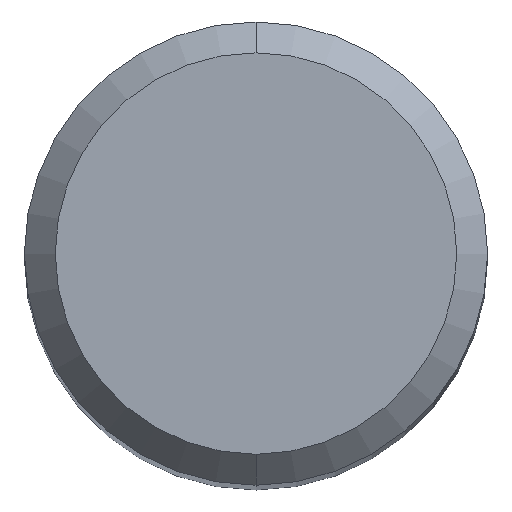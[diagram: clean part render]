
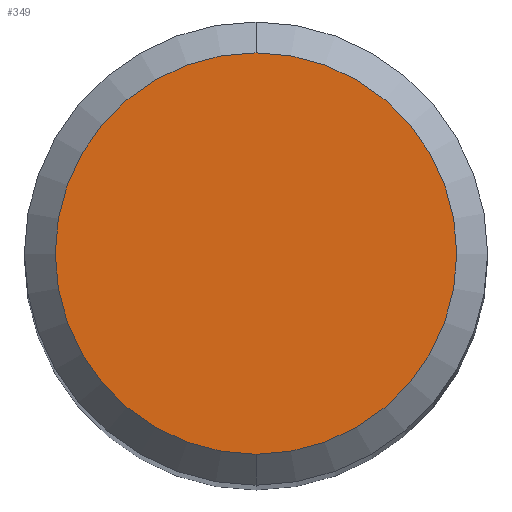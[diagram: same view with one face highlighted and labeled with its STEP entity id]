
A CAD part, top view. The second image highlights one B-rep face of the part: STEP entity #349.
In plain terms, the highlighted planar face has unit normal (0, 0, 1).
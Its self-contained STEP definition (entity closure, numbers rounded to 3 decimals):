
#215=VERTEX_POINT('',#532);
#237=EDGE_CURVE('',#335,#215,#556,.T.);
#321=EDGE_CURVE('',#215,#335,#649,.T.);
#335=VERTEX_POINT('',#663);
#349=ADVANCED_FACE('',(#678),#679,.T.);
#532=CARTESIAN_POINT('',(0.0,2.6,0.0));
#556=CIRCLE('',#953,2.6);
#649=CIRCLE('',#1187,2.6);
#663=CARTESIAN_POINT('',(0.,-2.6,0.0));
#678=FACE_OUTER_BOUND('',#1229,.T.);
#679=PLANE('',#1230);
#953=AXIS2_PLACEMENT_3D('',#1540,#1541,#1542);
#1187=AXIS2_PLACEMENT_3D('',#1646,#1647,#1648);
#1229=EDGE_LOOP('',(#1668,#1669));
#1230=AXIS2_PLACEMENT_3D('',#1670,#1671,#1672);
#1540=CARTESIAN_POINT('',(0.0,0.0,0.0));
#1541=DIRECTION('',(0.0,0.0,-1.0));
#1542=DIRECTION('',(0.0,1.0,0.0));
#1646=CARTESIAN_POINT('',(0.0,0.0,0.0));
#1647=DIRECTION('',(0.0,0.0,-1.0));
#1648=DIRECTION('',(0.0,1.0,0.0));
#1668=ORIENTED_EDGE('',*,*,#321,.F.);
#1669=ORIENTED_EDGE('',*,*,#237,.F.);
#1670=CARTESIAN_POINT('',(0.0,1.3,0.0));
#1671=DIRECTION('',(-0.0,0.0,1.0));
#1672=DIRECTION('',(0.0,-1.0,0.0));
